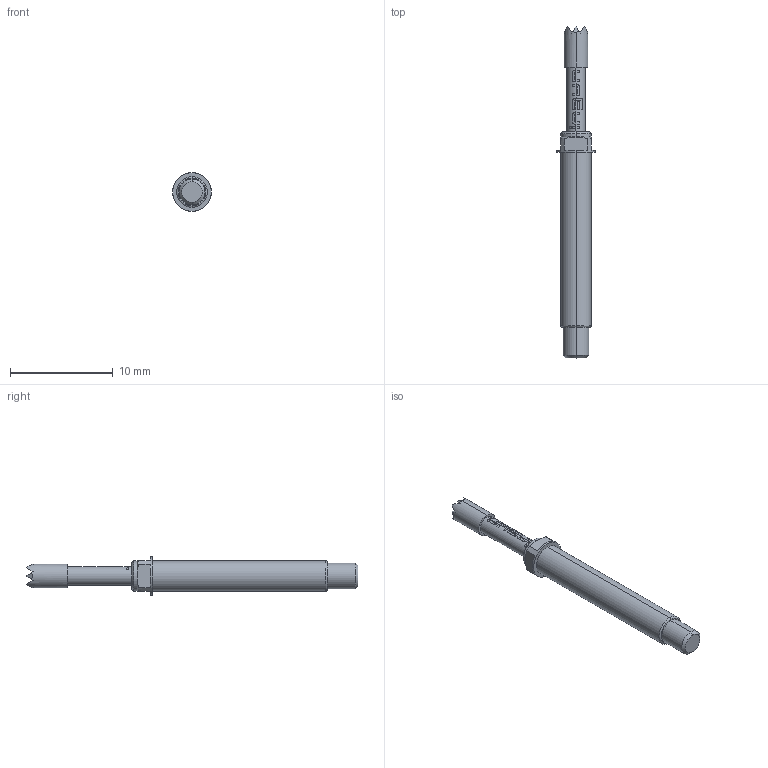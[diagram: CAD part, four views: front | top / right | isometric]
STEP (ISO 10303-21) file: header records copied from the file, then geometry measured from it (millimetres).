
FILE_DESCRIPTION (( 'STEP AP203' ), '1' );
FILE_NAME ('INGUN_GKS-103_206_230_A_xx02_M.STEP', '2021-12-14T13:58:13', ( 'ochi' ), ( '' ), 'SwSTEP 2.0', 'SolidWorks 2018', '' );
FILE_SCHEMA (( 'CONFIG_CONTROL_DESIGN' ));
Length unit declared in the file: millimetre
Products named in the file (1): INGUN_GKS-103_206_230_A_xx02_M
Bounding box: 3.75 x 32.3 x 3.75 mm (x, y, z)
Volume: 182.2 mm3; surface area: 292.6 mm2
Topology: 1 solids, 1 shells, 150 faces, 392 edges, 249 vertices
Faces by surface type: plane 63, bspline 48, cylinder 31, cone 6, torus 2
Entity records: 5825 total; most frequent: CARTESIAN_POINT 2732, ORIENTED_EDGE 784, EDGE_CURVE 392, DIRECTION 378, VERTEX_POINT 249, B_SPLINE_CURVE_WITH_KNOTS 228, EDGE_LOOP 155, ADVANCED_FACE 150
